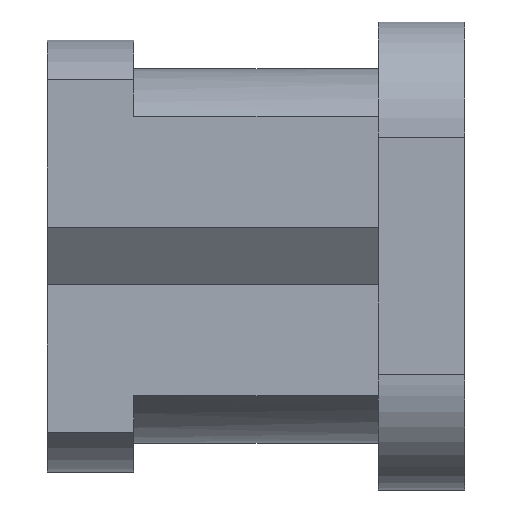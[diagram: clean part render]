
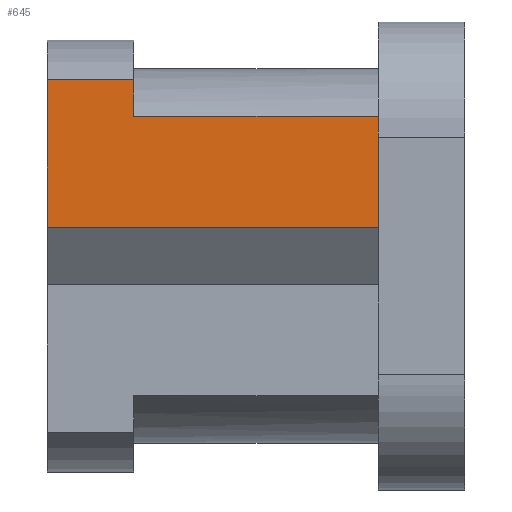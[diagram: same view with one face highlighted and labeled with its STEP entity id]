
A CAD part, left-side view. The second image highlights one B-rep face of the part: STEP entity #645.
In plain terms, the highlighted free-form (B-spline) face has degree [1, 1] with [2, 2] control points.
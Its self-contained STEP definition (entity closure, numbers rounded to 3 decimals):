
#70 = VERTEX_POINT('',#71);
#71 = CARTESIAN_POINT('',(-14.452,33.352,20.416
    ));
#79 = VERTEX_POINT('',#80);
#80 = CARTESIAN_POINT('',(-14.452,43.357,20.416
    ));
#86 = EDGE_CURVE('',#70,#79,#87,.T.);
#87 = B_SPLINE_CURVE_WITH_KNOTS('',1,(#88,#89),.UNSPECIFIED.,.F.,.F.,(2,
    2),(0.,12.),.PIECEWISE_BEZIER_KNOTS.);
#88 = CARTESIAN_POINT('',(-14.452,33.352,20.416
    ));
#89 = CARTESIAN_POINT('',(-14.452,43.357,20.416
    ));
#471 = VERTEX_POINT('',#472);
#472 = CARTESIAN_POINT('',(-14.452,33.352,
    16.158));
#478 = EDGE_CURVE('',#479,#471,#481,.T.);
#479 = VERTEX_POINT('',#480);
#480 = CARTESIAN_POINT('',(-14.452,5.003,16.158
    ));
#481 = B_SPLINE_CURVE_WITH_KNOTS('',1,(#482,#483),.UNSPECIFIED.,.F.,.F.,
  (2,2),(0.,34.),.PIECEWISE_BEZIER_KNOTS.);
#482 = CARTESIAN_POINT('',(-14.452,5.003,16.158
    ));
#483 = CARTESIAN_POINT('',(-14.452,33.352,
    16.158));
#548 = VERTEX_POINT('',#549);
#549 = CARTESIAN_POINT('',(-14.452,5.003,3.335));
#636 = EDGE_CURVE('',#479,#548,#637,.T.);
#637 = B_SPLINE_CURVE_WITH_KNOTS('',1,(#638,#639),.UNSPECIFIED.,.F.,.F.,
  (2,2),(-38.759,-23.379),.PIECEWISE_BEZIER_KNOTS.);
#638 = CARTESIAN_POINT('',(-14.452,5.003,16.158
    ));
#639 = CARTESIAN_POINT('',(-14.452,5.003,3.335));
#645 = ADVANCED_FACE('',(#646),#668,.F.);
#646 = FACE_BOUND('',#647,.T.);
#647 = EDGE_LOOP('',(#648,#655,#656,#657,#662,#663));
#648 = ORIENTED_EDGE('',*,*,#649,.F.);
#649 = EDGE_CURVE('',#548,#650,#652,.T.);
#650 = VERTEX_POINT('',#651);
#651 = CARTESIAN_POINT('',(-14.452,43.357,3.335)
  );
#652 = B_SPLINE_CURVE_WITH_KNOTS('',1,(#653,#654),.UNSPECIFIED.,.F.,.F.,
  (2,2),(-46.,0.),.PIECEWISE_BEZIER_KNOTS.);
#653 = CARTESIAN_POINT('',(-14.452,5.003,3.335));
#654 = CARTESIAN_POINT('',(-14.452,43.357,3.335)
  );
#655 = ORIENTED_EDGE('',*,*,#636,.F.);
#656 = ORIENTED_EDGE('',*,*,#478,.T.);
#657 = ORIENTED_EDGE('',*,*,#658,.T.);
#658 = EDGE_CURVE('',#471,#70,#659,.T.);
#659 = B_SPLINE_CURVE_WITH_KNOTS('',1,(#660,#661),.UNSPECIFIED.,.F.,.F.,
  (2,2),(0.,5.107),.PIECEWISE_BEZIER_KNOTS.);
#660 = CARTESIAN_POINT('',(-14.452,33.352,
    16.158));
#661 = CARTESIAN_POINT('',(-14.452,33.352,
    20.416));
#662 = ORIENTED_EDGE('',*,*,#86,.T.);
#663 = ORIENTED_EDGE('',*,*,#664,.T.);
#664 = EDGE_CURVE('',#79,#650,#665,.T.);
#665 = B_SPLINE_CURVE_WITH_KNOTS('',1,(#666,#667),.UNSPECIFIED.,.F.,.F.,
  (2,2),(-43.865,-23.379),.PIECEWISE_BEZIER_KNOTS.);
#666 = CARTESIAN_POINT('',(-14.452,43.357,
    20.416));
#667 = CARTESIAN_POINT('',(-14.452,43.357,3.335)
  );
#668 = B_SPLINE_SURFACE_WITH_KNOTS('',1,1,(
    (#669,#670)
    ,(#671,#672
    )),.UNSPECIFIED.,.F.,.F.,.F.,(2,2),(2,2),(-43.865,
    -23.379),(0.,46.),.PIECEWISE_BEZIER_KNOTS.);
#669 = CARTESIAN_POINT('',(-14.452,5.003,20.416
    ));
#670 = CARTESIAN_POINT('',(-14.452,43.357,
    20.416));
#671 = CARTESIAN_POINT('',(-14.452,5.003,3.335));
#672 = CARTESIAN_POINT('',(-14.452,43.357,3.335)
  );
